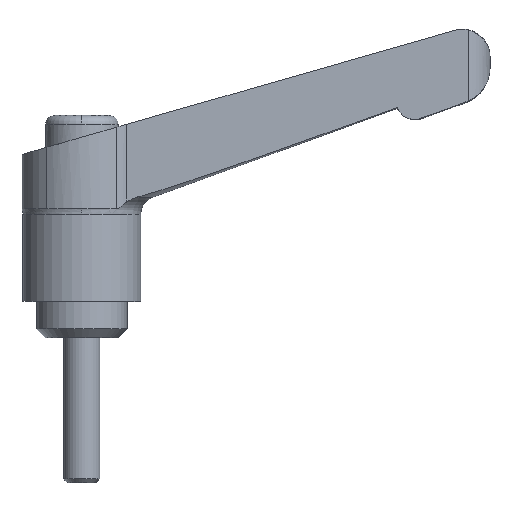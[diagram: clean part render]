
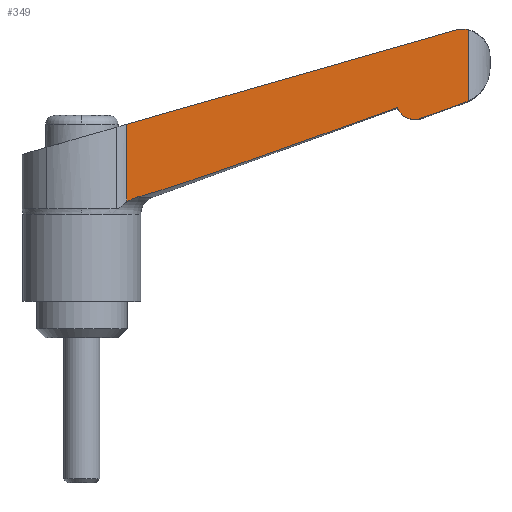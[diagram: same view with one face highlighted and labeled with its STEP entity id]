
A CAD part, top view. The second image highlights one B-rep face of the part: STEP entity #349.
In plain terms, the highlighted planar face has unit normal (0.035, 0, 0.999).
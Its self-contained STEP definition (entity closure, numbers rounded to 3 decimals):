
#295 = VERTEX_POINT( '', #783 );
#307 = EDGE_CURVE( '', #341, #319, #795, .T. );
#319 = VERTEX_POINT( '', #810 );
#341 = VERTEX_POINT( '', #835 );
#349 = ADVANCED_FACE( '', ( #843 ), #844, .F. );
#365 = VERTEX_POINT( '', #862 );
#375 = EDGE_CURVE( '', #365, #499, #874, .T. );
#437 = EDGE_CURVE( '', #485, #723, #945, .T. );
#483 = VERTEX_POINT( '', #995 );
#485 = VERTEX_POINT( '', #997 );
#499 = VERTEX_POINT( '', #1011 );
#525 = EDGE_CURVE( '', #499, #295, #1037, .T. );
#605 = EDGE_CURVE( '', #295, #485, #1123, .T. );
#611 = EDGE_CURVE( '', #665, #483, #1129, .T. );
#627 = EDGE_CURVE( '', #665, #319, #1147, .T. );
#665 = VERTEX_POINT( '', #1193 );
#683 = EDGE_CURVE( '', #723, #341, #1214, .T. );
#695 = EDGE_CURVE( '', #365, #483, #1226, .T. );
#723 = VERTEX_POINT( '', #1257 );
#783 = CARTESIAN_POINT( '', ( 37.365, 24.178, 3.846 ) );
#795 = LINE( '', #1343, #1344 );
#810 = CARTESIAN_POINT( '', ( 4.96, 23.518, 4.977 ) );
#835 = CARTESIAN_POINT( '', ( 4.96, 14.953, 4.977 ) );
#843 = FACE_OUTER_BOUND( '', #1399, .T. );
#844 = PLANE( '', #1400 );
#862 = CARTESIAN_POINT( '', ( 42.611, 26.098, 3.662 ) );
#874 = B_SPLINE_CURVE_WITH_KNOTS( '', 3, ( #1439, #1440, #1441, #1442, #1443, #1444 ), .UNSPECIFIED., .F., .F., ( 4, 2, 4 ), ( 4.198, 4.45, 4.626 ), .UNSPECIFIED. );
#945 = ( B_SPLINE_CURVE( 2, ( #1591, #1592, #1593 ), .UNSPECIFIED., .F., .F. )B_SPLINE_CURVE_WITH_KNOTS( ( 3, 3 ), ( 0., 30.397 ), .UNSPECIFIED. )RATIONAL_B_SPLINE_CURVE( ( 1., 1.349, 1. ) )BOUNDED_CURVE(  )REPRESENTATION_ITEM( '' )GEOMETRIC_REPRESENTATION_ITEM(  )CURVE(  ) );
#995 = CARTESIAN_POINT( '', ( 42.611, 33.919, 3.662 ) );
#997 = CARTESIAN_POINT( '', ( 34.777, 25.373, 3.936 ) );
#1011 = CARTESIAN_POINT( '', ( 42.207, 25.927, 3.677 ) );
#1037 = ( B_SPLINE_CURVE( 2, ( #1728, #1729, #1730 ), .UNSPECIFIED., .F., .F. )B_SPLINE_CURVE_WITH_KNOTS( ( 3, 3 ), ( 0., 5.151 ), .UNSPECIFIED. )RATIONAL_B_SPLINE_CURVE( ( 1., 1.002, 1. ) )BOUNDED_CURVE(  )REPRESENTATION_ITEM( '' )GEOMETRIC_REPRESENTATION_ITEM(  )CURVE(  ) );
#1123 = B_SPLINE_CURVE_WITH_KNOTS( '', 3, ( #1901, #1902, #1903, #1904, #1905, #1906, #1907, #1908, #1909, #1910, #1911, #1912, #1913, #1914, #1915, #1916, #1917, #1918, #1919, #1920 ), .UNSPECIFIED., .F., .F., ( 4, 2, 2, 2, 2, 2, 2, 2, 2, 4 ), ( 2.315, 2.601, 2.976, 3.351, 3.726, 4.1, 4.473, 4.844, 5.215, 5.298 ), .UNSPECIFIED. );
#1129 = B_SPLINE_CURVE_WITH_KNOTS( '', 3, ( #1927, #1928, #1929, #1930, #1931, #1932, #1933, #1934, #1935, #1936 ), .UNSPECIFIED., .F., .F., ( 4, 2, 2, 2, 4 ), ( 12.59, 12.819, 13.381, 13.941, 14.115 ), .UNSPECIFIED. );
#1147 = LINE( '', #1993, #1994 );
#1193 = CARTESIAN_POINT( '', ( 41.52, 34.002, 3.701 ) );
#1214 = B_SPLINE_CURVE_WITH_KNOTS( '', 3, ( #2082, #2083, #2084, #2085, #2086, #2087, #2088, #2089 ), .UNSPECIFIED., .F., .F., ( 4, 2, 2, 4 ), ( 4.101, 4.299, 4.805, 5.256 ), .UNSPECIFIED. );
#1226 = LINE( '', #2102, #2103 );
#1257 = CARTESIAN_POINT( '', ( 6.056, 15.479, 4.939 ) );
#1343 = CARTESIAN_POINT( '', ( 4.96, 0., 4.977 ) );
#1344 = VECTOR( '', #2218, 1. );
#1399 = EDGE_LOOP( '', ( #2281, #2282, #2283, #2284, #2285, #2286, #2287, #2288, #2289 ) );
#1400 = AXIS2_PLACEMENT_3D( '', #2290, #2291, #2292 );
#1439 = CARTESIAN_POINT( '', ( 42.611, 26.098, 3.662 ) );
#1440 = CARTESIAN_POINT( '', ( 42.532, 26.059, 3.665 ) );
#1441 = CARTESIAN_POINT( '', ( 42.453, 26.024, 3.668 ) );
#1442 = CARTESIAN_POINT( '', ( 42.321, 25.969, 3.673 ) );
#1443 = CARTESIAN_POINT( '', ( 42.265, 25.947, 3.675 ) );
#1444 = CARTESIAN_POINT( '', ( 42.207, 25.927, 3.677 ) );
#1591 = CARTESIAN_POINT( '', ( 34.777, 25.373, 3.936 ) );
#1592 = CARTESIAN_POINT( '', ( 11.299, 16.916, 4.756 ) );
#1593 = CARTESIAN_POINT( '', ( 6.056, 15.479, 4.939 ) );
#1728 = CARTESIAN_POINT( '', ( 42.207, 25.927, 3.677 ) );
#1729 = CARTESIAN_POINT( '', ( 39.641, 24.999, 3.766 ) );
#1730 = CARTESIAN_POINT( '', ( 37.365, 24.178, 3.846 ) );
#1901 = CARTESIAN_POINT( '', ( 37.365, 24.178, 3.846 ) );
#1902 = CARTESIAN_POINT( '', ( 37.272, 24.144, 3.849 ) );
#1903 = CARTESIAN_POINT( '', ( 37.172, 24.116, 3.852 ) );
#1904 = CARTESIAN_POINT( '', ( 36.936, 24.069, 3.861 ) );
#1905 = CARTESIAN_POINT( '', ( 36.8, 24.057, 3.865 ) );
#1906 = CARTESIAN_POINT( '', ( 36.55, 24.057, 3.874 ) );
#1907 = CARTESIAN_POINT( '', ( 36.413, 24.069, 3.879 ) );
#1908 = CARTESIAN_POINT( '', ( 36.146, 24.122, 3.888 ) );
#1909 = CARTESIAN_POINT( '', ( 36.015, 24.163, 3.893 ) );
#1910 = CARTESIAN_POINT( '', ( 35.784, 24.258, 3.901 ) );
#1911 = CARTESIAN_POINT( '', ( 35.663, 24.321, 3.905 ) );
#1912 = CARTESIAN_POINT( '', ( 35.437, 24.471, 3.913 ) );
#1913 = CARTESIAN_POINT( '', ( 35.332, 24.558, 3.917 ) );
#1914 = CARTESIAN_POINT( '', ( 35.156, 24.733, 3.923 ) );
#1915 = CARTESIAN_POINT( '', ( 35.069, 24.837, 3.926 ) );
#1916 = CARTESIAN_POINT( '', ( 34.919, 25.061, 3.931 ) );
#1917 = CARTESIAN_POINT( '', ( 34.855, 25.181, 3.933 ) );
#1918 = CARTESIAN_POINT( '', ( 34.797, 25.32, 3.935 ) );
#1919 = CARTESIAN_POINT( '', ( 34.787, 25.346, 3.936 ) );
#1920 = CARTESIAN_POINT( '', ( 34.777, 25.373, 3.936 ) );
#1927 = CARTESIAN_POINT( '', ( 41.004, 33.903, 3.719 ) );
#1928 = CARTESIAN_POINT( '', ( 41.083, 33.925, 3.716 ) );
#1929 = CARTESIAN_POINT( '', ( 41.164, 33.945, 3.713 ) );
#1930 = CARTESIAN_POINT( '', ( 41.446, 34.001, 3.703 ) );
#1931 = CARTESIAN_POINT( '', ( 41.65, 34.019, 3.696 ) );
#1932 = CARTESIAN_POINT( '', ( 42.023, 34.019, 3.683 ) );
#1933 = CARTESIAN_POINT( '', ( 42.227, 34.001, 3.676 ) );
#1934 = CARTESIAN_POINT( '', ( 42.489, 33.949, 3.667 ) );
#1935 = CARTESIAN_POINT( '', ( 42.55, 33.935, 3.665 ) );
#1936 = CARTESIAN_POINT( '', ( 42.611, 33.919, 3.662 ) );
#1993 = CARTESIAN_POINT( '', ( -4.505, 20.804, 5.308 ) );
#1994 = VECTOR( '', #2613, 1. );
#2082 = CARTESIAN_POINT( '', ( 6.056, 15.479, 4.939 ) );
#2083 = CARTESIAN_POINT( '', ( 5.989, 15.461, 4.941 ) );
#2084 = CARTESIAN_POINT( '', ( 5.924, 15.44, 4.944 ) );
#2085 = CARTESIAN_POINT( '', ( 5.701, 15.365, 4.951 ) );
#2086 = CARTESIAN_POINT( '', ( 5.53, 15.294, 4.957 ) );
#2087 = CARTESIAN_POINT( '', ( 5.222, 15.132, 4.968 ) );
#2088 = CARTESIAN_POINT( '', ( 5.083, 15.044, 4.973 ) );
#2089 = CARTESIAN_POINT( '', ( 4.96, 14.953, 4.977 ) );
#2102 = CARTESIAN_POINT( '', ( 42.611, 0., 3.662 ) );
#2103 = VECTOR( '', #2717, 1. );
#2218 = DIRECTION( '', ( 0., 1., 0. ) );
#2281 = ORIENTED_EDGE( '', *, *, #627, .T. );
#2282 = ORIENTED_EDGE( '', *, *, #307, .F. );
#2283 = ORIENTED_EDGE( '', *, *, #683, .F. );
#2284 = ORIENTED_EDGE( '', *, *, #437, .F. );
#2285 = ORIENTED_EDGE( '', *, *, #605, .F. );
#2286 = ORIENTED_EDGE( '', *, *, #525, .F. );
#2287 = ORIENTED_EDGE( '', *, *, #375, .F. );
#2288 = ORIENTED_EDGE( '', *, *, #695, .T. );
#2289 = ORIENTED_EDGE( '', *, *, #611, .F. );
#2290 = CARTESIAN_POINT( '', ( 4.96, 0., 4.977 ) );
#2291 = DIRECTION( '', ( -0.035, 0., -0.999 ) );
#2292 = DIRECTION( '', ( -0.999, 0., 0.035 ) );
#2613 = DIRECTION( '', ( -0.961, -0.275, 0.034 ) );
#2717 = DIRECTION( '', ( 0., 1., 0. ) );
